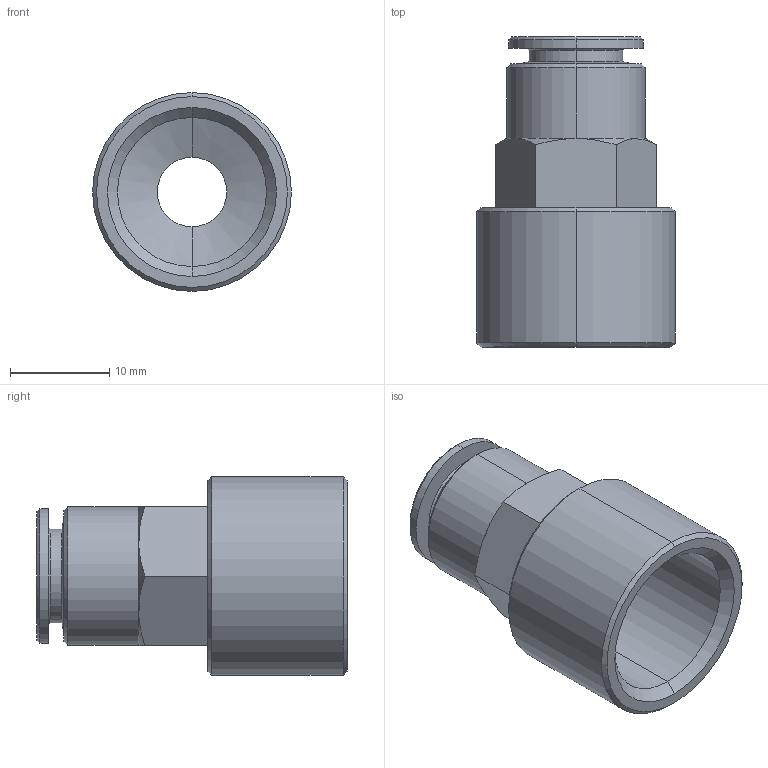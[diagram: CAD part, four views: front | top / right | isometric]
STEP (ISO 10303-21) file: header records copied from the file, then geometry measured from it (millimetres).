
FILE_DESCRIPTION (( 'STEP AP203' ), '1' );
FILE_NAME ('A0030043.STEP', '2016-10-27T06:26:58', ( '' ), ( '' ), 'SwSTEP 2.0', 'SolidWorks 2015', '' );
FILE_SCHEMA (( 'CONFIG_CONTROL_DESIGN' ));
Length unit declared in the file: millimetre
Products named in the file (1): A0030043
Bounding box: 20 x 31.2 x 20 mm (x, y, z)
Volume: 3782.1 mm3; surface area: 3258.9 mm2
Topology: 1 solids, 1 shells, 49 faces, 108 edges, 64 vertices
Faces by surface type: cone 22, cylinder 14, plane 11, torus 2
Entity records: 1471 total; most frequent: CARTESIAN_POINT 286, DIRECTION 252, ORIENTED_EDGE 216, EDGE_CURVE 108, AXIS2_PLACEMENT_3D 102, VERTEX_POINT 64, EDGE_LOOP 54, CIRCLE 52
